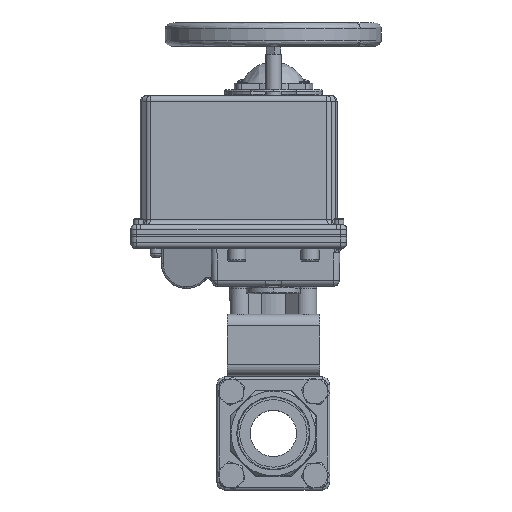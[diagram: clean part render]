
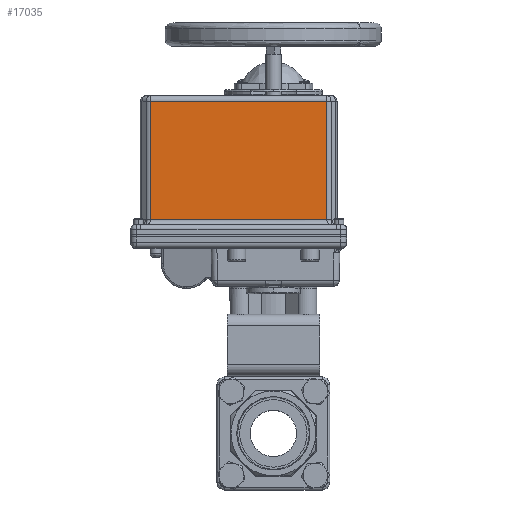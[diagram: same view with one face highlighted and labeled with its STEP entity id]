
A CAD part, top view. The second image highlights one B-rep face of the part: STEP entity #17035.
In plain terms, the highlighted planar face has unit normal (0, 0, 1).
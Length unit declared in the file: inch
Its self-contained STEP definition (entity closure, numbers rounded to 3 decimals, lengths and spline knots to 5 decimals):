
#342 = EDGE_CURVE ( 'NONE', #27371, #5795, #34840, .T. ) ;
#641 = CARTESIAN_POINT ( 'NONE',  ( 1.73733, 10.9495, 4.065 ) ) ;
#739 = CARTESIAN_POINT ( 'NONE',  ( 1.73733, 6.9195, 4.065 ) ) ;
#1429 = CARTESIAN_POINT ( 'NONE',  ( -3.98733, 10.9495, 4.065 ) ) ;
#1863 = DIRECTION ( 'NONE',  ( 0., 0., -1. ) ) ;
#3549 = VERTEX_POINT ( 'NONE', #5236 ) ;
#4176 = VECTOR ( 'NONE', #17178, 39.37008 ) ;
#4836 = DIRECTION ( 'NONE',  ( 0., 1., 0. ) ) ;
#5236 = CARTESIAN_POINT ( 'NONE',  ( -3.98733, 10.762, 4.065 ) ) ;
#5780 = VECTOR ( 'NONE', #14886, 39.37008 ) ;
#5795 = VERTEX_POINT ( 'NONE', #739 ) ;
#7224 = CARTESIAN_POINT ( 'NONE',  ( -3.98733, 6.9195, 4.065 ) ) ;
#7427 = ORIENTED_EDGE ( 'NONE', *, *, #37252, .F. ) ;
#8584 = AXIS2_PLACEMENT_3D ( 'NONE', #22030, #1863, #25442 ) ;
#11522 = CARTESIAN_POINT ( 'NONE',  ( 2.065, 6.9195, 4.065 ) ) ;
#13073 = LINE ( 'NONE', #33817, #4176 ) ;
#13427 = EDGE_CURVE ( 'NONE', #40109, #3549, #17180, .T. ) ;
#14886 = DIRECTION ( 'NONE',  ( 1., 0., 0. ) ) ;
#17035 = ADVANCED_FACE ( 'NONE', ( #27629 ), #18621, .F. ) ;
#17178 = DIRECTION ( 'NONE',  ( 1., 0., 0. ) ) ;
#17180 = LINE ( 'NONE', #1429, #42932 ) ;
#18621 = PLANE ( 'NONE',  #8584 ) ;
#21237 = ORIENTED_EDGE ( 'NONE', *, *, #342, .F. ) ;
#22030 = CARTESIAN_POINT ( 'NONE',  ( 2.065, 10.9495, 4.065 ) ) ;
#24972 = EDGE_CURVE ( 'NONE', #40109, #5795, #32599, .T. ) ;
#25442 = DIRECTION ( 'NONE',  ( -1., 0., 0. ) ) ;
#25921 = VECTOR ( 'NONE', #37713, 39.37008 ) ;
#27371 = VERTEX_POINT ( 'NONE', #31271 ) ;
#27629 = FACE_OUTER_BOUND ( 'NONE', #31445, .T. ) ;
#31271 = CARTESIAN_POINT ( 'NONE',  ( 1.73733, 10.762, 4.065 ) ) ;
#31445 = EDGE_LOOP ( 'NONE', ( #39207, #41655, #21237, #7427 ) ) ;
#32599 = LINE ( 'NONE', #11522, #5780 ) ;
#33817 = CARTESIAN_POINT ( 'NONE',  ( 2.065, 10.762, 4.065 ) ) ;
#34840 = LINE ( 'NONE', #641, #25921 ) ;
#37252 = EDGE_CURVE ( 'NONE', #3549, #27371, #13073, .T. ) ;
#37713 = DIRECTION ( 'NONE',  ( 0., -1., 0. ) ) ;
#39207 = ORIENTED_EDGE ( 'NONE', *, *, #13427, .F. ) ;
#40109 = VERTEX_POINT ( 'NONE', #7224 ) ;
#41655 = ORIENTED_EDGE ( 'NONE', *, *, #24972, .T. ) ;
#42932 = VECTOR ( 'NONE', #4836, 39.37008 ) ;
